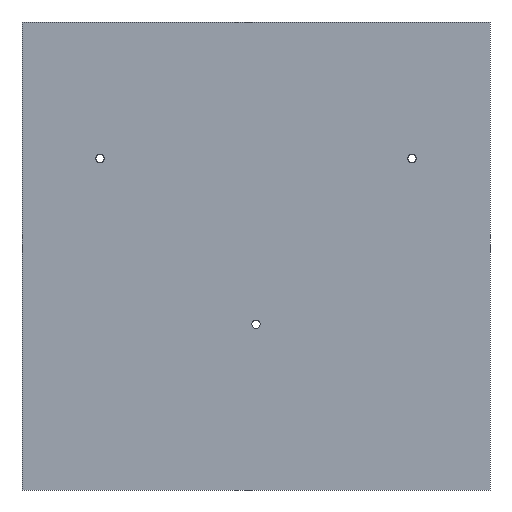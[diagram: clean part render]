
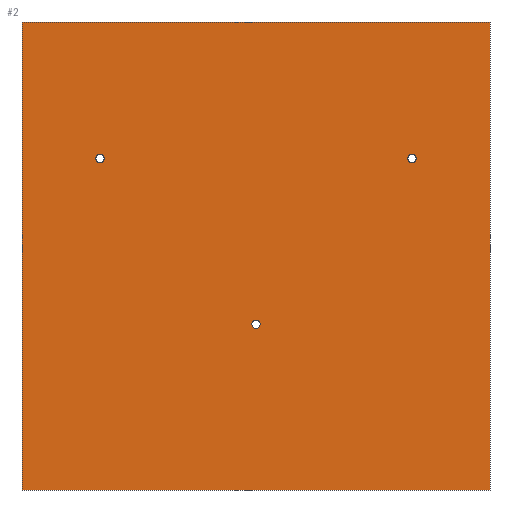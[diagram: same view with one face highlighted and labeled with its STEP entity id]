
A CAD part, front view. The second image highlights one B-rep face of the part: STEP entity #2.
In plain terms, the highlighted planar face has unit normal (0, -1, 0).
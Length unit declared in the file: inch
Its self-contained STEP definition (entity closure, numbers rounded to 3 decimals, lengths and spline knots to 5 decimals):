
#2 = ADVANCED_FACE ( 'NONE', ( #77, #294, #262, #173 ), #104, .F. ) ;
#7 = ORIENTED_EDGE ( 'NONE', *, *, #88, .T. ) ;
#12 = ORIENTED_EDGE ( 'NONE', *, *, #128, .T. ) ;
#21 = VECTOR ( 'NONE', #38, 39.37008 ) ;
#24 = CARTESIAN_POINT ( 'NONE',  ( -2., -0.21875, 1.25 ) ) ;
#25 = CARTESIAN_POINT ( 'NONE',  ( -2., -0.21875, 1.25 ) ) ;
#26 = CIRCLE ( 'NONE', #350, 0.05325 ) ;
#35 = ORIENTED_EDGE ( 'NONE', *, *, #161, .T. ) ;
#38 = DIRECTION ( 'NONE',  ( 1., 0., 0. ) ) ;
#48 = VECTOR ( 'NONE', #123, 39.37008 ) ;
#51 = AXIS2_PLACEMENT_3D ( 'NONE', #245, #275, #281 ) ;
#68 = DIRECTION ( 'NONE',  ( 0., 1., 0. ) ) ;
#73 = VERTEX_POINT ( 'NONE', #108 ) ;
#77 = FACE_BOUND ( 'NONE', #83, .T. ) ;
#79 = DIRECTION ( 'NONE',  ( 0., 0., 1. ) ) ;
#83 = EDGE_LOOP ( 'NONE', ( #295, #330 ) ) ;
#84 = DIRECTION ( 'NONE',  ( 0., 1., 0. ) ) ;
#88 = EDGE_CURVE ( 'NONE', #176, #248, #266, .T. ) ;
#98 = EDGE_CURVE ( 'NONE', #337, #207, #181, .T. ) ;
#104 = PLANE ( 'NONE',  #193 ) ;
#108 = CARTESIAN_POINT ( 'NONE',  ( -2., -0.21875, 1.30325 ) ) ;
#111 = DIRECTION ( 'NONE',  ( 0., 1., 0. ) ) ;
#115 = AXIS2_PLACEMENT_3D ( 'NONE', #24, #406, #366 ) ;
#121 = EDGE_CURVE ( 'NONE', #137, #277, #387, .T. ) ;
#123 = DIRECTION ( 'NONE',  ( 0., 0., -1. ) ) ;
#128 = EDGE_CURVE ( 'NONE', #277, #137, #26, .T. ) ;
#129 = CARTESIAN_POINT ( 'NONE',  ( 3., -0.21875, 3. ) ) ;
#135 = CARTESIAN_POINT ( 'NONE',  ( 3., -0.21875, -3. ) ) ;
#137 = VERTEX_POINT ( 'NONE', #305 ) ;
#139 = ORIENTED_EDGE ( 'NONE', *, *, #121, .T. ) ;
#140 = CARTESIAN_POINT ( 'NONE',  ( -3., -0.21875, 3. ) ) ;
#146 = CARTESIAN_POINT ( 'NONE',  ( 0., -0.21875, -0.92819 ) ) ;
#148 = DIRECTION ( 'NONE',  ( 0., 0., 1. ) ) ;
#153 = DIRECTION ( 'NONE',  ( 0., 1., 0. ) ) ;
#160 = CARTESIAN_POINT ( 'NONE',  ( 3., -0.21875, 3. ) ) ;
#161 = EDGE_CURVE ( 'NONE', #310, #73, #407, .T. ) ;
#166 = AXIS2_PLACEMENT_3D ( 'NONE', #25, #153, #344 ) ;
#173 = FACE_OUTER_BOUND ( 'NONE', #240, .T. ) ;
#176 = VERTEX_POINT ( 'NONE', #340 ) ;
#178 = ORIENTED_EDGE ( 'NONE', *, *, #352, .T. ) ;
#181 = CIRCLE ( 'NONE', #221, 0.05325 ) ;
#188 = CARTESIAN_POINT ( 'NONE',  ( 0., -0.21875, -0.87494 ) ) ;
#193 = AXIS2_PLACEMENT_3D ( 'NONE', #298, #111, #332 ) ;
#194 = CARTESIAN_POINT ( 'NONE',  ( -2., -0.21875, 1.19675 ) ) ;
#203 = DIRECTION ( 'NONE',  ( 0., 0., -1. ) ) ;
#207 = VERTEX_POINT ( 'NONE', #146 ) ;
#211 = EDGE_CURVE ( 'NONE', #390, #415, #222, .T. ) ;
#219 = AXIS2_PLACEMENT_3D ( 'NONE', #386, #68, #293 ) ;
#221 = AXIS2_PLACEMENT_3D ( 'NONE', #188, #84, #79 ) ;
#222 = LINE ( 'NONE', #160, #48 ) ;
#240 = EDGE_LOOP ( 'NONE', ( #178, #367, #398, #7 ) ) ;
#241 = EDGE_LOOP ( 'NONE', ( #267, #35 ) ) ;
#242 = DIRECTION ( 'NONE',  ( 0., 1., 0. ) ) ;
#244 = CIRCLE ( 'NONE', #166, 0.05325 ) ;
#245 = CARTESIAN_POINT ( 'NONE',  ( 2., -0.21875, 1.25 ) ) ;
#247 = EDGE_CURVE ( 'NONE', #73, #310, #244, .T. ) ;
#248 = VERTEX_POINT ( 'NONE', #409 ) ;
#251 = EDGE_CURVE ( 'NONE', #176, #390, #286, .T. ) ;
#262 = FACE_BOUND ( 'NONE', #241, .T. ) ;
#266 = LINE ( 'NONE', #140, #291 ) ;
#267 = ORIENTED_EDGE ( 'NONE', *, *, #247, .T. ) ;
#275 = DIRECTION ( 'NONE',  ( 0., 1., 0. ) ) ;
#277 = VERTEX_POINT ( 'NONE', #315 ) ;
#281 = DIRECTION ( 'NONE',  ( 0., 0., 1. ) ) ;
#284 = CARTESIAN_POINT ( 'NONE',  ( 3., -0.21875, 3. ) ) ;
#286 = LINE ( 'NONE', #284, #402 ) ;
#291 = VECTOR ( 'NONE', #203, 39.37008 ) ;
#293 = DIRECTION ( 'NONE',  ( 0., 0., 1. ) ) ;
#294 = FACE_BOUND ( 'NONE', #339, .T. ) ;
#295 = ORIENTED_EDGE ( 'NONE', *, *, #98, .T. ) ;
#298 = CARTESIAN_POINT ( 'NONE',  ( 3., -0.21875, 3. ) ) ;
#304 = CIRCLE ( 'NONE', #219, 0.05325 ) ;
#305 = CARTESIAN_POINT ( 'NONE',  ( 2., -0.21875, 1.19675 ) ) ;
#310 = VERTEX_POINT ( 'NONE', #194 ) ;
#315 = CARTESIAN_POINT ( 'NONE',  ( 2., -0.21875, 1.30325 ) ) ;
#321 = LINE ( 'NONE', #393, #21 ) ;
#330 = ORIENTED_EDGE ( 'NONE', *, *, #358, .T. ) ;
#332 = DIRECTION ( 'NONE',  ( 0., 0., 1. ) ) ;
#337 = VERTEX_POINT ( 'NONE', #411 ) ;
#338 = CARTESIAN_POINT ( 'NONE',  ( 2., -0.21875, 1.25 ) ) ;
#339 = EDGE_LOOP ( 'NONE', ( #12, #139 ) ) ;
#340 = CARTESIAN_POINT ( 'NONE',  ( -3., -0.21875, 3. ) ) ;
#344 = DIRECTION ( 'NONE',  ( 0., 0., 1. ) ) ;
#350 = AXIS2_PLACEMENT_3D ( 'NONE', #338, #242, #148 ) ;
#352 = EDGE_CURVE ( 'NONE', #248, #415, #321, .T. ) ;
#358 = EDGE_CURVE ( 'NONE', #207, #337, #304, .T. ) ;
#366 = DIRECTION ( 'NONE',  ( 0., 0., 1. ) ) ;
#367 = ORIENTED_EDGE ( 'NONE', *, *, #211, .F. ) ;
#378 = DIRECTION ( 'NONE',  ( 1., 0., 0. ) ) ;
#386 = CARTESIAN_POINT ( 'NONE',  ( 0., -0.21875, -0.87494 ) ) ;
#387 = CIRCLE ( 'NONE', #51, 0.05325 ) ;
#390 = VERTEX_POINT ( 'NONE', #129 ) ;
#393 = CARTESIAN_POINT ( 'NONE',  ( 3., -0.21875, -3. ) ) ;
#398 = ORIENTED_EDGE ( 'NONE', *, *, #251, .F. ) ;
#402 = VECTOR ( 'NONE', #378, 39.37008 ) ;
#406 = DIRECTION ( 'NONE',  ( 0., 1., 0. ) ) ;
#407 = CIRCLE ( 'NONE', #115, 0.05325 ) ;
#409 = CARTESIAN_POINT ( 'NONE',  ( -3., -0.21875, -3. ) ) ;
#411 = CARTESIAN_POINT ( 'NONE',  ( 0., -0.21875, -0.82169 ) ) ;
#415 = VERTEX_POINT ( 'NONE', #135 ) ;
